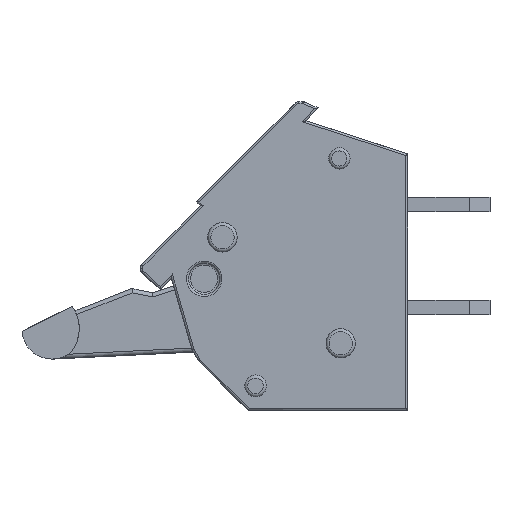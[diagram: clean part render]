
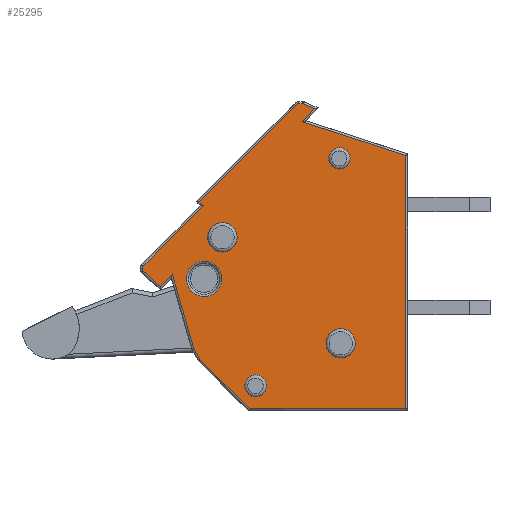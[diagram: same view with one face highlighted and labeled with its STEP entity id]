
A CAD part, left-side view. The second image highlights one B-rep face of the part: STEP entity #25295.
In plain terms, the highlighted planar face has unit normal (-1, 0, 0).
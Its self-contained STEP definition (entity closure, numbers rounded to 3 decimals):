
#154=FACE_BOUND('',#4053,.T.);
#155=FACE_BOUND('',#4054,.T.);
#156=FACE_BOUND('',#4055,.T.);
#157=FACE_BOUND('',#4056,.T.);
#158=FACE_BOUND('',#4057,.T.);
#2547=FACE_OUTER_BOUND('',#4052,.T.);
#4052=EDGE_LOOP('',(#22674,#22675,#22676,#22677,#22678,#22679,#22680,#22681,
#22682,#22683,#22684,#22685,#22686,#22687,#22688,#22689,#22690,#22691,#22692));
#4053=EDGE_LOOP('',(#22693));
#4054=EDGE_LOOP('',(#22694));
#4055=EDGE_LOOP('',(#22695));
#4056=EDGE_LOOP('',(#22696));
#4057=EDGE_LOOP('',(#22697));
#6760=LINE('',#42326,#9473);
#6761=LINE('',#42330,#9474);
#6762=LINE('',#42334,#9475);
#6763=LINE('',#42336,#9476);
#6764=LINE('',#42338,#9477);
#6765=LINE('',#42342,#9478);
#6766=LINE('',#42346,#9479);
#6767=LINE('',#42348,#9480);
#6768=LINE('',#42350,#9481);
#6769=LINE('',#42352,#9482);
#6770=LINE('',#42354,#9483);
#6771=LINE('',#42356,#9484);
#6772=LINE('',#42358,#9485);
#6773=LINE('',#42360,#9486);
#6774=LINE('',#42361,#9487);
#9473=VECTOR('',#34751,10.);
#9474=VECTOR('',#34754,10.);
#9475=VECTOR('',#34757,10.);
#9476=VECTOR('',#34758,10.);
#9477=VECTOR('',#34759,10.);
#9478=VECTOR('',#34762,10.);
#9479=VECTOR('',#34765,10.);
#9480=VECTOR('',#34766,10.);
#9481=VECTOR('',#34767,10.);
#9482=VECTOR('',#34768,10.);
#9483=VECTOR('',#34769,10.);
#9484=VECTOR('',#34770,10.);
#9485=VECTOR('',#34771,10.);
#9486=VECTOR('',#34772,10.);
#9487=VECTOR('',#34773,10.);
#9960=CIRCLE('',#27607,0.861);
#9964=CIRCLE('',#27613,0.15);
#9965=CIRCLE('',#27614,0.15);
#9966=CIRCLE('',#27615,0.15);
#9967=CIRCLE('',#27616,0.15);
#9968=CIRCLE('',#27617,0.715);
#9969=CIRCLE('',#27618,0.531);
#9970=CIRCLE('',#27619,0.518);
#9971=CIRCLE('',#27620,0.71);
#12141=VERTEX_POINT('',#42314);
#12144=VERTEX_POINT('',#42324);
#12145=VERTEX_POINT('',#42325);
#12146=VERTEX_POINT('',#42327);
#12147=VERTEX_POINT('',#42329);
#12148=VERTEX_POINT('',#42331);
#12149=VERTEX_POINT('',#42333);
#12150=VERTEX_POINT('',#42335);
#12151=VERTEX_POINT('',#42337);
#12152=VERTEX_POINT('',#42339);
#12153=VERTEX_POINT('',#42341);
#12154=VERTEX_POINT('',#42343);
#12155=VERTEX_POINT('',#42345);
#12156=VERTEX_POINT('',#42347);
#12157=VERTEX_POINT('',#42349);
#12158=VERTEX_POINT('',#42351);
#12159=VERTEX_POINT('',#42353);
#12160=VERTEX_POINT('',#42355);
#12161=VERTEX_POINT('',#42357);
#12162=VERTEX_POINT('',#42359);
#12163=VERTEX_POINT('',#42362);
#12164=VERTEX_POINT('',#42364);
#12165=VERTEX_POINT('',#42366);
#12166=VERTEX_POINT('',#42368);
#15660=EDGE_CURVE('',#12141,#12141,#9960,.T.);
#15665=EDGE_CURVE('',#12144,#12145,#6760,.T.);
#15666=EDGE_CURVE('',#12146,#12144,#9964,.T.);
#15667=EDGE_CURVE('',#12147,#12146,#6761,.T.);
#15668=EDGE_CURVE('',#12148,#12147,#9965,.T.);
#15669=EDGE_CURVE('',#12149,#12148,#6762,.T.);
#15670=EDGE_CURVE('',#12150,#12149,#6763,.T.);
#15671=EDGE_CURVE('',#12151,#12150,#6764,.T.);
#15672=EDGE_CURVE('',#12152,#12151,#9966,.T.);
#15673=EDGE_CURVE('',#12153,#12152,#6765,.T.);
#15674=EDGE_CURVE('',#12154,#12153,#9967,.T.);
#15675=EDGE_CURVE('',#12155,#12154,#6766,.T.);
#15676=EDGE_CURVE('',#12156,#12155,#6767,.T.);
#15677=EDGE_CURVE('',#12157,#12156,#6768,.T.);
#15678=EDGE_CURVE('',#12158,#12157,#6769,.T.);
#15679=EDGE_CURVE('',#12159,#12158,#6770,.T.);
#15680=EDGE_CURVE('',#12160,#12159,#6771,.T.);
#15681=EDGE_CURVE('',#12161,#12160,#6772,.T.);
#15682=EDGE_CURVE('',#12162,#12161,#6773,.T.);
#15683=EDGE_CURVE('',#12145,#12162,#6774,.T.);
#15684=EDGE_CURVE('',#12163,#12163,#9968,.T.);
#15685=EDGE_CURVE('',#12164,#12164,#9969,.T.);
#15686=EDGE_CURVE('',#12165,#12165,#9970,.T.);
#15687=EDGE_CURVE('',#12166,#12166,#9971,.T.);
#22674=ORIENTED_EDGE('',*,*,#15665,.F.);
#22675=ORIENTED_EDGE('',*,*,#15666,.F.);
#22676=ORIENTED_EDGE('',*,*,#15667,.F.);
#22677=ORIENTED_EDGE('',*,*,#15668,.F.);
#22678=ORIENTED_EDGE('',*,*,#15669,.F.);
#22679=ORIENTED_EDGE('',*,*,#15670,.F.);
#22680=ORIENTED_EDGE('',*,*,#15671,.F.);
#22681=ORIENTED_EDGE('',*,*,#15672,.F.);
#22682=ORIENTED_EDGE('',*,*,#15673,.F.);
#22683=ORIENTED_EDGE('',*,*,#15674,.F.);
#22684=ORIENTED_EDGE('',*,*,#15675,.F.);
#22685=ORIENTED_EDGE('',*,*,#15676,.F.);
#22686=ORIENTED_EDGE('',*,*,#15677,.F.);
#22687=ORIENTED_EDGE('',*,*,#15678,.F.);
#22688=ORIENTED_EDGE('',*,*,#15679,.F.);
#22689=ORIENTED_EDGE('',*,*,#15680,.F.);
#22690=ORIENTED_EDGE('',*,*,#15681,.F.);
#22691=ORIENTED_EDGE('',*,*,#15682,.F.);
#22692=ORIENTED_EDGE('',*,*,#15683,.F.);
#22693=ORIENTED_EDGE('',*,*,#15684,.T.);
#22694=ORIENTED_EDGE('',*,*,#15685,.T.);
#22695=ORIENTED_EDGE('',*,*,#15686,.T.);
#22696=ORIENTED_EDGE('',*,*,#15687,.T.);
#22697=ORIENTED_EDGE('',*,*,#15660,.F.);
#23859=PLANE('',#27612);
#25295=ADVANCED_FACE('',(#2547,#154,#155,#156,#157,#158),#23859,.T.);
#27607=AXIS2_PLACEMENT_3D('',#42315,#34738,#34739);
#27612=AXIS2_PLACEMENT_3D('',#42323,#34749,#34750);
#27613=AXIS2_PLACEMENT_3D('',#42328,#34752,#34753);
#27614=AXIS2_PLACEMENT_3D('',#42332,#34755,#34756);
#27615=AXIS2_PLACEMENT_3D('',#42340,#34760,#34761);
#27616=AXIS2_PLACEMENT_3D('',#42344,#34763,#34764);
#27617=AXIS2_PLACEMENT_3D('',#42363,#34774,#34775);
#27618=AXIS2_PLACEMENT_3D('',#42365,#34776,#34777);
#27619=AXIS2_PLACEMENT_3D('',#42367,#34778,#34779);
#27620=AXIS2_PLACEMENT_3D('',#42369,#34780,#34781);
#34738=DIRECTION('center_axis',(-1.,0.,0.));
#34739=DIRECTION('ref_axis',(0.,0.,-1.));
#34749=DIRECTION('center_axis',(-1.,0.,0.));
#34750=DIRECTION('ref_axis',(0.,0.,1.));
#34751=DIRECTION('',(0.,-0.924,-0.383));
#34752=DIRECTION('center_axis',(1.,0.,0.));
#34753=DIRECTION('ref_axis',(0.,-0.195,0.981));
#34754=DIRECTION('',(0.,-1.,0.));
#34755=DIRECTION('center_axis',(1.,0.,0.));
#34756=DIRECTION('ref_axis',(0.,0.383,0.924));
#34757=DIRECTION('',(0.,-0.706,0.708));
#34758=DIRECTION('',(0.,0.708,0.706));
#34759=DIRECTION('',(0.,-0.706,0.708));
#34760=DIRECTION('center_axis',(1.,0.,0.));
#34761=DIRECTION('ref_axis',(0.,0.924,0.382));
#34762=DIRECTION('',(0.,0.,1.));
#34763=DIRECTION('center_axis',(1.,0.,0.));
#34764=DIRECTION('ref_axis',(0.,0.915,-0.403));
#34765=DIRECTION('',(0.,0.737,0.676));
#34766=DIRECTION('',(0.,0.676,-0.737));
#34767=DIRECTION('',(0.,0.278,0.96));
#34768=DIRECTION('',(0.,0.504,0.864));
#34769=DIRECTION('',(0.,0.708,0.706));
#34770=DIRECTION('',(0.,1.,0.));
#34771=DIRECTION('',(0.,0.,-1.));
#34772=DIRECTION('',(0.,-0.951,-0.309));
#34773=DIRECTION('',(0.,0.676,-0.737));
#34774=DIRECTION('center_axis',(1.,0.,0.));
#34775=DIRECTION('ref_axis',(0.,0.,-1.));
#34776=DIRECTION('center_axis',(1.,0.,0.));
#34777=DIRECTION('ref_axis',(0.,0.,-1.));
#34778=DIRECTION('center_axis',(1.,0.,0.));
#34779=DIRECTION('ref_axis',(0.,0.,-1.));
#34780=DIRECTION('center_axis',(1.,0.,0.));
#34781=DIRECTION('ref_axis',(0.,0.,-1.));
#42314=CARTESIAN_POINT('',(-3.45,9.882,-0.244));
#42315=CARTESIAN_POINT('Origin',(-3.45,9.882,-1.105));
#42323=CARTESIAN_POINT('Origin',(-3.45,0.252,-1.222));
#42324=CARTESIAN_POINT('',(-3.45,5.062,7.389));
#42325=CARTESIAN_POINT('',(-3.45,4.514,7.161));
#42326=CARTESIAN_POINT('',(-3.45,1.146,5.763));
#42327=CARTESIAN_POINT('',(-3.45,5.119,7.4));
#42328=CARTESIAN_POINT('Origin',(-3.45,5.119,7.25));
#42329=CARTESIAN_POINT('',(-3.45,5.289,7.4));
#42330=CARTESIAN_POINT('',(-3.45,2.686,7.4));
#42331=CARTESIAN_POINT('',(-3.45,5.396,7.356));
#42332=CARTESIAN_POINT('Origin',(-3.45,5.289,7.25));
#42333=CARTESIAN_POINT('',(-3.45,10.113,2.627));
#42334=CARTESIAN_POINT('',(-3.45,6.257,6.492));
#42335=CARTESIAN_POINT('',(-3.45,9.93,2.444));
#42336=CARTESIAN_POINT('',(-3.45,6.715,-0.763));
#42337=CARTESIAN_POINT('',(-3.45,12.856,-0.489));
#42338=CARTESIAN_POINT('',(-3.45,8.468,3.91));
#42339=CARTESIAN_POINT('',(-3.45,12.9,-0.595));
#42340=CARTESIAN_POINT('Origin',(-3.45,12.75,-0.595));
#42341=CARTESIAN_POINT('',(-3.45,12.9,-0.623));
#42342=CARTESIAN_POINT('',(-3.45,12.9,-0.908));
#42343=CARTESIAN_POINT('',(-3.45,12.851,-0.733));
#42344=CARTESIAN_POINT('Origin',(-3.45,12.75,-0.623));
#42345=CARTESIAN_POINT('',(-3.45,12.013,-1.502));
#42346=CARTESIAN_POINT('',(-3.45,9.306,-3.983));
#42347=CARTESIAN_POINT('',(-3.45,11.436,-0.872));
#42348=CARTESIAN_POINT('',(-3.45,9.292,1.467));
#42349=CARTESIAN_POINT('',(-3.45,10.375,-4.532));
#42350=CARTESIAN_POINT('',(-3.45,10.931,-2.614));
#42351=CARTESIAN_POINT('',(-3.45,10.088,-5.023));
#42352=CARTESIAN_POINT('',(-3.45,9.812,-5.495));
#42353=CARTESIAN_POINT('',(-3.45,7.705,-7.4));
#42354=CARTESIAN_POINT('',(-3.45,8.578,-6.53));
#42355=CARTESIAN_POINT('',(-3.45,0.1,-7.4));
#42356=CARTESIAN_POINT('',(-3.45,0.376,-7.4));
#42357=CARTESIAN_POINT('',(-3.45,0.1,4.89));
#42358=CARTESIAN_POINT('',(-3.45,0.1,-4.361));
#42359=CARTESIAN_POINT('',(-3.45,5.104,6.518));
#42360=CARTESIAN_POINT('',(-3.45,-0.765,4.608));
#42361=CARTESIAN_POINT('',(-3.45,5.871,5.681));
#42362=CARTESIAN_POINT('',(-3.45,8.994,1.625));
#42363=CARTESIAN_POINT('Origin',(-3.45,8.994,0.909));
#42364=CARTESIAN_POINT('',(-3.45,7.388,-5.78));
#42365=CARTESIAN_POINT('Origin',(-3.45,7.388,-6.311));
#42366=CARTESIAN_POINT('',(-3.45,3.316,5.256));
#42367=CARTESIAN_POINT('Origin',(-3.45,3.316,4.738));
#42368=CARTESIAN_POINT('',(-3.45,3.252,-3.532));
#42369=CARTESIAN_POINT('Origin',(-3.45,3.252,-4.242));
